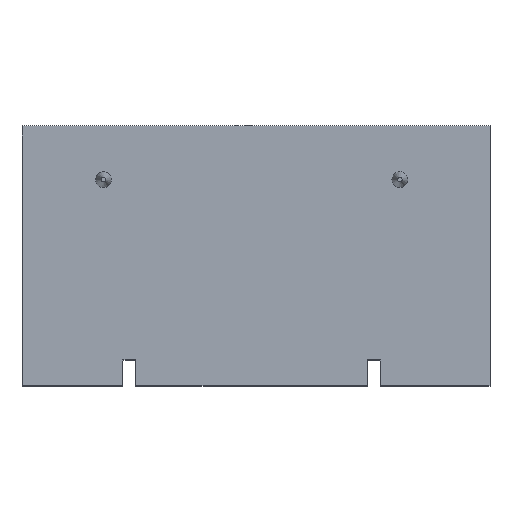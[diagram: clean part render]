
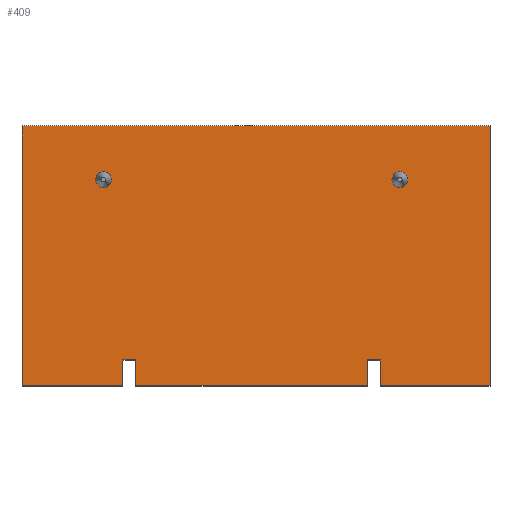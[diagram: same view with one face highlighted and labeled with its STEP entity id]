
A CAD part, top view. The second image highlights one B-rep face of the part: STEP entity #409.
In plain terms, the highlighted planar face has unit normal (0, 0, 1).
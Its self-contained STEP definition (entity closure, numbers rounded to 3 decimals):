
#29=FACE_BOUND('',#74,.T.);
#30=FACE_BOUND('',#75,.T.);
#33=CIRCLE('',#456,1.5);
#34=CIRCLE('',#457,1.5);
#45=FACE_OUTER_BOUND('',#73,.T.);
#73=EDGE_LOOP('',(#279,#280,#281,#282,#283,#284,#285,#286,#287,#288,#289,
#290));
#74=EDGE_LOOP('',(#291));
#75=EDGE_LOOP('',(#292));
#105=LINE('',#623,#147);
#106=LINE('',#625,#148);
#107=LINE('',#627,#149);
#108=LINE('',#629,#150);
#109=LINE('',#631,#151);
#110=LINE('',#633,#152);
#111=LINE('',#635,#153);
#112=LINE('',#637,#154);
#113=LINE('',#639,#155);
#114=LINE('',#641,#156);
#115=LINE('',#643,#157);
#116=LINE('',#644,#158);
#147=VECTOR('',#499,10.);
#148=VECTOR('',#500,10.);
#149=VECTOR('',#501,10.);
#150=VECTOR('',#502,10.);
#151=VECTOR('',#503,10.);
#152=VECTOR('',#504,10.);
#153=VECTOR('',#505,10.);
#154=VECTOR('',#506,10.);
#155=VECTOR('',#507,10.);
#156=VECTOR('',#508,10.);
#157=VECTOR('',#509,10.);
#158=VECTOR('',#510,10.);
#189=VERTEX_POINT('',#621);
#190=VERTEX_POINT('',#622);
#191=VERTEX_POINT('',#624);
#192=VERTEX_POINT('',#626);
#193=VERTEX_POINT('',#628);
#194=VERTEX_POINT('',#630);
#195=VERTEX_POINT('',#632);
#196=VERTEX_POINT('',#634);
#197=VERTEX_POINT('',#636);
#198=VERTEX_POINT('',#638);
#199=VERTEX_POINT('',#640);
#200=VERTEX_POINT('',#642);
#201=VERTEX_POINT('',#645);
#202=VERTEX_POINT('',#647);
#225=EDGE_CURVE('',#189,#190,#105,.T.);
#226=EDGE_CURVE('',#190,#191,#106,.T.);
#227=EDGE_CURVE('',#191,#192,#107,.T.);
#228=EDGE_CURVE('',#192,#193,#108,.T.);
#229=EDGE_CURVE('',#193,#194,#109,.T.);
#230=EDGE_CURVE('',#194,#195,#110,.T.);
#231=EDGE_CURVE('',#195,#196,#111,.T.);
#232=EDGE_CURVE('',#196,#197,#112,.T.);
#233=EDGE_CURVE('',#198,#197,#113,.T.);
#234=EDGE_CURVE('',#199,#198,#114,.T.);
#235=EDGE_CURVE('',#200,#199,#115,.T.);
#236=EDGE_CURVE('',#200,#189,#116,.T.);
#237=EDGE_CURVE('',#201,#201,#33,.T.);
#238=EDGE_CURVE('',#202,#202,#34,.T.);
#279=ORIENTED_EDGE('',*,*,#225,.T.);
#280=ORIENTED_EDGE('',*,*,#226,.T.);
#281=ORIENTED_EDGE('',*,*,#227,.T.);
#282=ORIENTED_EDGE('',*,*,#228,.T.);
#283=ORIENTED_EDGE('',*,*,#229,.T.);
#284=ORIENTED_EDGE('',*,*,#230,.T.);
#285=ORIENTED_EDGE('',*,*,#231,.T.);
#286=ORIENTED_EDGE('',*,*,#232,.T.);
#287=ORIENTED_EDGE('',*,*,#233,.F.);
#288=ORIENTED_EDGE('',*,*,#234,.F.);
#289=ORIENTED_EDGE('',*,*,#235,.F.);
#290=ORIENTED_EDGE('',*,*,#236,.T.);
#291=ORIENTED_EDGE('',*,*,#237,.F.);
#292=ORIENTED_EDGE('',*,*,#238,.F.);
#387=PLANE('',#455);
#409=ADVANCED_FACE('',(#45,#29,#30),#387,.T.);
#455=AXIS2_PLACEMENT_3D('',#620,#497,#498);
#456=AXIS2_PLACEMENT_3D('',#646,#511,#512);
#457=AXIS2_PLACEMENT_3D('',#648,#513,#514);
#497=DIRECTION('center_axis',(0.,0.,1.));
#498=DIRECTION('ref_axis',(-1.,0.,0.));
#499=DIRECTION('',(0.,1.,0.));
#500=DIRECTION('',(1.,0.,0.));
#501=DIRECTION('',(0.,-1.,0.));
#502=DIRECTION('',(1.,0.,0.));
#503=DIRECTION('',(0.,1.,0.));
#504=DIRECTION('',(-1.,0.,0.));
#505=DIRECTION('',(0.,-1.,0.));
#506=DIRECTION('',(1.,0.,0.));
#507=DIRECTION('',(0.,-1.,0.));
#508=DIRECTION('',(-1.,0.,0.));
#509=DIRECTION('',(0.,1.,0.));
#510=DIRECTION('',(1.,0.,0.));
#511=DIRECTION('center_axis',(0.,0.,1.));
#512=DIRECTION('ref_axis',(-1.,0.,0.));
#513=DIRECTION('center_axis',(0.,0.,1.));
#514=DIRECTION('ref_axis',(-1.,0.,0.));
#620=CARTESIAN_POINT('Origin',(0.,25.,4.432));
#621=CARTESIAN_POINT('',(21.401,0.,4.432));
#622=CARTESIAN_POINT('',(21.401,5.,4.432));
#623=CARTESIAN_POINT('',(21.401,0.,4.432));
#624=CARTESIAN_POINT('',(23.901,5.,4.432));
#625=CARTESIAN_POINT('',(21.401,5.,4.432));
#626=CARTESIAN_POINT('',(23.901,0.,4.432));
#627=CARTESIAN_POINT('',(23.901,5.,4.432));
#628=CARTESIAN_POINT('',(45.,0.,4.432));
#629=CARTESIAN_POINT('',(-45.,0.,4.432));
#630=CARTESIAN_POINT('',(45.,50.,4.432));
#631=CARTESIAN_POINT('',(45.,0.,4.432));
#632=CARTESIAN_POINT('',(-45.,50.,4.432));
#633=CARTESIAN_POINT('',(45.,50.,4.432));
#634=CARTESIAN_POINT('',(-45.,0.,4.432));
#635=CARTESIAN_POINT('',(-45.,50.,4.432));
#636=CARTESIAN_POINT('',(-25.599,0.,4.432));
#637=CARTESIAN_POINT('',(-45.,0.,4.432));
#638=CARTESIAN_POINT('',(-25.599,5.,4.432));
#639=CARTESIAN_POINT('',(-25.599,5.,4.432));
#640=CARTESIAN_POINT('',(-23.099,5.,4.432));
#641=CARTESIAN_POINT('',(-23.099,5.,4.432));
#642=CARTESIAN_POINT('',(-23.099,0.,4.432));
#643=CARTESIAN_POINT('',(-23.099,0.,4.432));
#644=CARTESIAN_POINT('',(-45.,0.,4.432));
#645=CARTESIAN_POINT('',(29.151,39.671,4.432));
#646=CARTESIAN_POINT('Origin',(27.651,39.671,4.432));
#647=CARTESIAN_POINT('',(-27.849,39.671,4.432));
#648=CARTESIAN_POINT('Origin',(-29.349,39.671,4.432));
